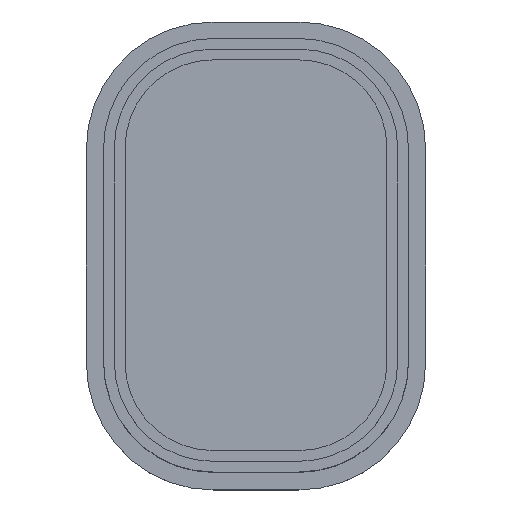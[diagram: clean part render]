
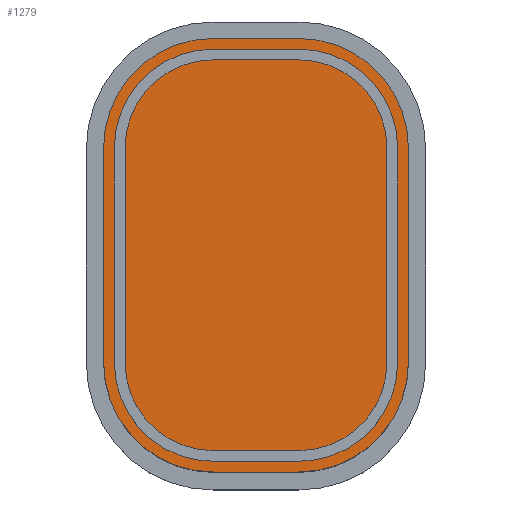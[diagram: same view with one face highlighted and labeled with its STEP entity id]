
A CAD part, top view. The second image highlights one B-rep face of the part: STEP entity #1279.
In plain terms, the highlighted planar face has unit normal (0, 0, 1).
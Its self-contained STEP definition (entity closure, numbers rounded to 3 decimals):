
#903=CIRCLE('',#8648,51.);
#904=CIRCLE('',#8649,51.);
#905=CIRCLE('',#8650,51.);
#906=CIRCLE('',#8651,51.);
#1279=ADVANCED_FACE('',(#1966),#1611,.T.);
#1611=PLANE('',#8652);
#1966=FACE_OUTER_BOUND('',#2426,.T.);
#2426=EDGE_LOOP('',(#4398,#4399,#4400,#4401,#4402,#4403,#4404,#4405));
#4398=ORIENTED_EDGE('',*,*,#6264,.F.);
#4399=ORIENTED_EDGE('',*,*,#6265,.F.);
#4400=ORIENTED_EDGE('',*,*,#6266,.F.);
#4401=ORIENTED_EDGE('',*,*,#6267,.F.);
#4402=ORIENTED_EDGE('',*,*,#6268,.F.);
#4403=ORIENTED_EDGE('',*,*,#6269,.F.);
#4404=ORIENTED_EDGE('',*,*,#6270,.F.);
#4405=ORIENTED_EDGE('',*,*,#6271,.F.);
#5234=VERTEX_POINT('',#12820);
#5235=VERTEX_POINT('',#12821);
#5236=VERTEX_POINT('',#12823);
#5237=VERTEX_POINT('',#12825);
#5238=VERTEX_POINT('',#12827);
#5239=VERTEX_POINT('',#12829);
#5240=VERTEX_POINT('',#12831);
#5241=VERTEX_POINT('',#12833);
#6264=EDGE_CURVE('',#5234,#5235,#7218,.T.);
#6265=EDGE_CURVE('',#5236,#5234,#903,.T.);
#6266=EDGE_CURVE('',#5237,#5236,#7219,.T.);
#6267=EDGE_CURVE('',#5238,#5237,#904,.T.);
#6268=EDGE_CURVE('',#5239,#5238,#7220,.T.);
#6269=EDGE_CURVE('',#5240,#5239,#905,.T.);
#6270=EDGE_CURVE('',#5241,#5240,#7221,.T.);
#6271=EDGE_CURVE('',#5235,#5241,#906,.T.);
#7218=LINE('',#12819,#8144);
#7219=LINE('',#12824,#8145);
#7220=LINE('',#12828,#8146);
#7221=LINE('',#12832,#8147);
#8144=VECTOR('',#10507,1.);
#8145=VECTOR('',#10510,1.);
#8146=VECTOR('',#10513,1.);
#8147=VECTOR('',#10516,1.);
#8648=AXIS2_PLACEMENT_3D('',#12822,#10508,#10509);
#8649=AXIS2_PLACEMENT_3D('',#12826,#10511,#10512);
#8650=AXIS2_PLACEMENT_3D('',#12830,#10514,#10515);
#8651=AXIS2_PLACEMENT_3D('',#12834,#10517,#10518);
#8652=AXIS2_PLACEMENT_3D('',#12835,#10519,#10520);
#10507=DIRECTION('',(0.,1.,0.));
#10508=DIRECTION('',(0.,0.,-1.));
#10509=DIRECTION('',(1.,0.,0.));
#10510=DIRECTION('',(-1.,0.,0.));
#10511=DIRECTION('',(0.,0.,-1.));
#10512=DIRECTION('',(1.,0.,0.));
#10513=DIRECTION('',(0.,-1.,0.));
#10514=DIRECTION('',(0.,0.,-1.));
#10515=DIRECTION('',(1.,0.,0.));
#10516=DIRECTION('',(1.,0.,0.));
#10517=DIRECTION('',(0.,0.,-1.));
#10518=DIRECTION('',(1.,0.,0.));
#10519=DIRECTION('',(0.,0.,1.));
#10520=DIRECTION('',(1.,0.,0.));
#12819=CARTESIAN_POINT('',(-11.,40.,0.));
#12820=CARTESIAN_POINT('',(-11.,40.,0.));
#12821=CARTESIAN_POINT('',(-11.,140.,0.));
#12822=CARTESIAN_POINT('',(40.,40.,0.));
#12823=CARTESIAN_POINT('',(40.,-11.,0.));
#12824=CARTESIAN_POINT('',(80.,-11.,0.));
#12825=CARTESIAN_POINT('',(80.,-11.,0.));
#12826=CARTESIAN_POINT('',(80.,40.,0.));
#12827=CARTESIAN_POINT('',(131.,40.,0.));
#12828=CARTESIAN_POINT('',(131.,140.,0.));
#12829=CARTESIAN_POINT('',(131.,140.,0.));
#12830=CARTESIAN_POINT('',(80.,140.,0.));
#12831=CARTESIAN_POINT('',(80.,191.,0.));
#12832=CARTESIAN_POINT('',(40.,191.,0.));
#12833=CARTESIAN_POINT('',(40.,191.,0.));
#12834=CARTESIAN_POINT('',(40.,140.,0.));
#12835=CARTESIAN_POINT('',(40.,40.,0.));
